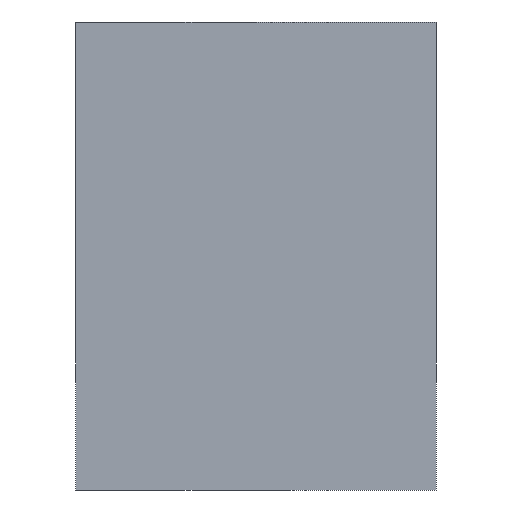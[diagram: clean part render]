
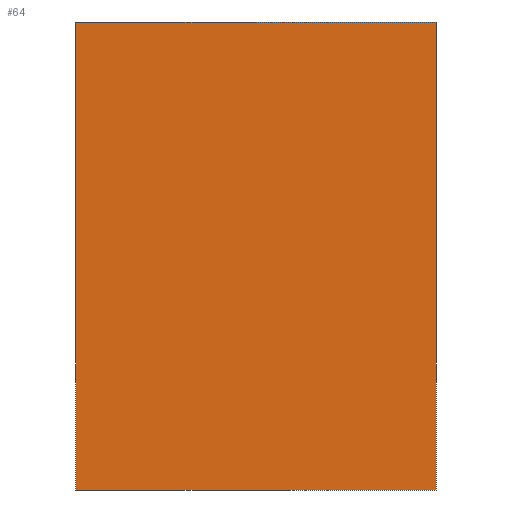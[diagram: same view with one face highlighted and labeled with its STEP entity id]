
A CAD part, front view. The second image highlights one B-rep face of the part: STEP entity #64.
In plain terms, the highlighted planar face has unit normal (0, -1, 0).
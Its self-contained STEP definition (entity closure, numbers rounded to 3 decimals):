
#64=ADVANCED_FACE('',(#200),#202,.T.);
#200=FACE_BOUND('',#201,.T.);
#201=EDGE_LOOP('',(#312,#313,#314,#315));
#202=PLANE('',#203);
#203=AXIS2_PLACEMENT_3D('',#204,#205,#206);
#204=CARTESIAN_POINT('',(-5.,-11.5,0.));
#205=DIRECTION('',(0.,-1.,0.));
#206=DIRECTION('',(1.,0.,0.));
#312=ORIENTED_EDGE('',*,*,#348,.T.);
#313=ORIENTED_EDGE('',*,*,#381,.T.);
#314=ORIENTED_EDGE('',*,*,#336,.F.);
#315=ORIENTED_EDGE('',*,*,#380,.F.);
#336=EDGE_CURVE('',#389,#391,#392,.T.);
#348=EDGE_CURVE('',#415,#413,#416,.T.);
#380=EDGE_CURVE('',#415,#389,#466,.T.);
#381=EDGE_CURVE('',#413,#391,#467,.T.);
#389=VERTEX_POINT('',#481);
#391=VERTEX_POINT('',#485);
#392=LINE('',#486,#487);
#413=VERTEX_POINT('',#529);
#415=VERTEX_POINT('',#533);
#416=LINE('',#534,#535);
#466=LINE('',#656,#657);
#467=LINE('',#659,#660);
#481=CARTESIAN_POINT('',(-5.,-11.5,13.));
#485=CARTESIAN_POINT('',(5.,-11.5,13.));
#486=CARTESIAN_POINT('',(-5.,-11.5,13.));
#487=VECTOR('',#488,1.);
#488=DIRECTION('',(1.,0.,0.));
#529=CARTESIAN_POINT('',(5.,-11.5,0.));
#533=CARTESIAN_POINT('',(-5.,-11.5,0.));
#534=CARTESIAN_POINT('',(-5.,-11.5,0.));
#535=VECTOR('',#536,1.);
#536=DIRECTION('',(1.,0.,0.));
#656=CARTESIAN_POINT('',(-5.,-11.5,0.));
#657=VECTOR('',#658,1.);
#658=DIRECTION('',(0.,0.,1.));
#659=CARTESIAN_POINT('',(5.,-11.5,0.));
#660=VECTOR('',#661,1.);
#661=DIRECTION('',(0.,0.,1.));
